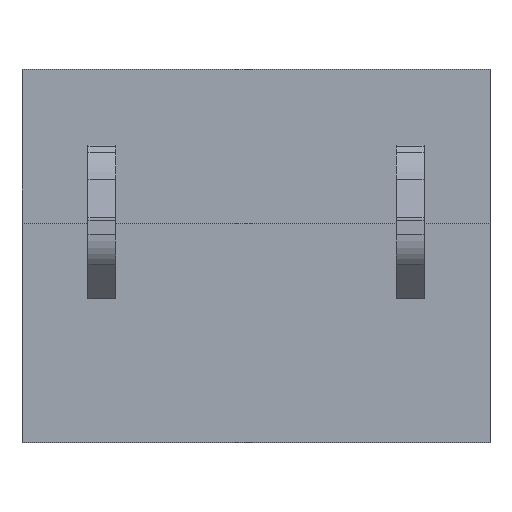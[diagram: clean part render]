
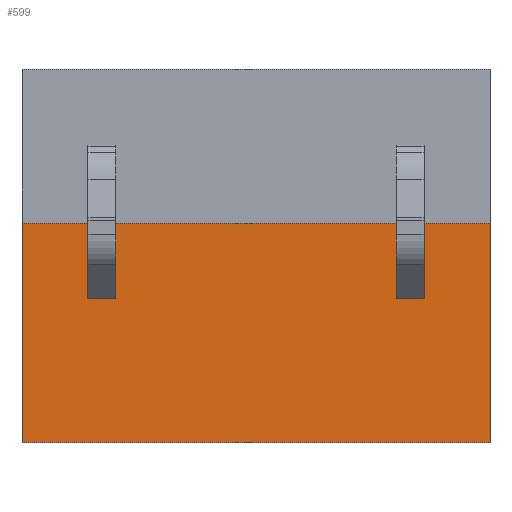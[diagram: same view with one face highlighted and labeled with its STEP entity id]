
A CAD part, top view. The second image highlights one B-rep face of the part: STEP entity #599.
In plain terms, the highlighted planar face has unit normal (0, 0, 1).
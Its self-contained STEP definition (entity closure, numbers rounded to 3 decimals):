
#511=AXIS2_PLACEMENT_3D('Plane Axis2P3D',#508,#509,#510) ;
#49=CARTESIAN_POINT('Vertex',(25.4,0.,10.95)) ;
#52=CARTESIAN_POINT('Line Origine',(12.7,0.,10.95)) ;
#56=CARTESIAN_POINT('Vertex',(0.,0.,10.95)) ;
#469=CARTESIAN_POINT('Vertex',(25.4,11.9,10.95)) ;
#472=CARTESIAN_POINT('Line Origine',(25.4,5.95,10.95)) ;
#508=CARTESIAN_POINT('Axis2P3D Location',(0.,0.,10.95)) ;
#513=CARTESIAN_POINT('Line Origine',(0.,5.95,10.95)) ;
#517=CARTESIAN_POINT('Vertex',(0.,11.9,10.95)) ;
#520=CARTESIAN_POINT('Line Origine',(12.7,11.9,10.95)) ;
#531=CARTESIAN_POINT('Line Origine',(5.08,9.835,10.95)) ;
#535=CARTESIAN_POINT('Vertex',(5.08,11.869,10.95)) ;
#537=CARTESIAN_POINT('Vertex',(5.08,7.8,10.95)) ;
#540=CARTESIAN_POINT('Line Origine',(4.33,7.8,10.95)) ;
#544=CARTESIAN_POINT('Vertex',(3.58,7.8,10.95)) ;
#547=CARTESIAN_POINT('Line Origine',(3.58,9.835,10.95)) ;
#551=CARTESIAN_POINT('Vertex',(3.58,11.869,10.95)) ;
#554=CARTESIAN_POINT('Line Origine',(4.33,11.869,10.95)) ;
#565=CARTESIAN_POINT('Line Origine',(21.07,11.869,10.95)) ;
#569=CARTESIAN_POINT('Vertex',(21.82,11.869,10.95)) ;
#571=CARTESIAN_POINT('Vertex',(20.32,11.869,10.95)) ;
#574=CARTESIAN_POINT('Line Origine',(21.82,9.835,10.95)) ;
#578=CARTESIAN_POINT('Vertex',(21.82,7.8,10.95)) ;
#581=CARTESIAN_POINT('Line Origine',(21.07,7.8,10.95)) ;
#585=CARTESIAN_POINT('Vertex',(20.32,7.8,10.95)) ;
#588=CARTESIAN_POINT('Line Origine',(20.32,9.835,10.95)) ;
#53=DIRECTION('Vector Direction',(1.,0.,0.)) ;
#473=DIRECTION('Vector Direction',(0.,1.,0.)) ;
#509=DIRECTION('Axis2P3D Direction',(0.,0.,1.)) ;
#510=DIRECTION('Axis2P3D XDirection',(1.,0.,0.)) ;
#514=DIRECTION('Vector Direction',(0.,1.,0.)) ;
#521=DIRECTION('Vector Direction',(1.,0.,0.)) ;
#532=DIRECTION('Vector Direction',(0.,1.,0.)) ;
#541=DIRECTION('Vector Direction',(1.,0.,0.)) ;
#548=DIRECTION('Vector Direction',(0.,1.,0.)) ;
#555=DIRECTION('Vector Direction',(1.,0.,0.)) ;
#566=DIRECTION('Vector Direction',(1.,0.,0.)) ;
#575=DIRECTION('Vector Direction',(0.,1.,0.)) ;
#582=DIRECTION('Vector Direction',(1.,0.,0.)) ;
#589=DIRECTION('Vector Direction',(0.,1.,0.)) ;
#54=VECTOR('Line Direction',#53,1.) ;
#474=VECTOR('Line Direction',#473,1.) ;
#515=VECTOR('Line Direction',#514,1.) ;
#522=VECTOR('Line Direction',#521,1.) ;
#533=VECTOR('Line Direction',#532,1.) ;
#542=VECTOR('Line Direction',#541,1.) ;
#549=VECTOR('Line Direction',#548,1.) ;
#556=VECTOR('Line Direction',#555,1.) ;
#567=VECTOR('Line Direction',#566,1.) ;
#576=VECTOR('Line Direction',#575,1.) ;
#583=VECTOR('Line Direction',#582,1.) ;
#590=VECTOR('Line Direction',#589,1.) ;
#526=ORIENTED_EDGE('',*,*,#519,.F.) ;
#527=ORIENTED_EDGE('',*,*,#58,.F.) ;
#528=ORIENTED_EDGE('',*,*,#476,.T.) ;
#529=ORIENTED_EDGE('',*,*,#524,.F.) ;
#560=ORIENTED_EDGE('',*,*,#539,.T.) ;
#561=ORIENTED_EDGE('',*,*,#546,.F.) ;
#562=ORIENTED_EDGE('',*,*,#553,.F.) ;
#563=ORIENTED_EDGE('',*,*,#558,.T.) ;
#594=ORIENTED_EDGE('',*,*,#573,.F.) ;
#595=ORIENTED_EDGE('',*,*,#580,.T.) ;
#596=ORIENTED_EDGE('',*,*,#587,.T.) ;
#597=ORIENTED_EDGE('',*,*,#592,.F.) ;
#564=FACE_BOUND('',#559,.T.) ;
#598=FACE_BOUND('',#593,.T.) ;
#599=ADVANCED_FACE('BLL 5.08/05/90 3.2 SN OR 1622970000',(#530,#564,#598),#512,.T.) ;
#58=EDGE_CURVE('',#50,#57,#55,.F.) ;
#476=EDGE_CURVE('',#50,#470,#475,.T.) ;
#519=EDGE_CURVE('',#57,#518,#516,.T.) ;
#524=EDGE_CURVE('',#518,#470,#523,.T.) ;
#539=EDGE_CURVE('',#536,#538,#534,.F.) ;
#546=EDGE_CURVE('',#545,#538,#543,.T.) ;
#553=EDGE_CURVE('',#552,#545,#550,.F.) ;
#558=EDGE_CURVE('',#552,#536,#557,.T.) ;
#573=EDGE_CURVE('',#570,#572,#568,.F.) ;
#580=EDGE_CURVE('',#570,#579,#577,.F.) ;
#587=EDGE_CURVE('',#579,#586,#584,.F.) ;
#592=EDGE_CURVE('',#572,#586,#591,.F.) ;
#525=EDGE_LOOP('',(#526,#527,#528,#529)) ;
#559=EDGE_LOOP('',(#560,#561,#562,#563)) ;
#593=EDGE_LOOP('',(#594,#595,#596,#597)) ;
#530=FACE_OUTER_BOUND('',#525,.T.) ;
#55=LINE('Line',#52,#54) ;
#475=LINE('Line',#472,#474) ;
#516=LINE('Line',#513,#515) ;
#523=LINE('Line',#520,#522) ;
#534=LINE('Line',#531,#533) ;
#543=LINE('Line',#540,#542) ;
#550=LINE('Line',#547,#549) ;
#557=LINE('Line',#554,#556) ;
#568=LINE('Line',#565,#567) ;
#577=LINE('Line',#574,#576) ;
#584=LINE('Line',#581,#583) ;
#591=LINE('Line',#588,#590) ;
#512=PLANE('',#511) ;
#50=VERTEX_POINT('',#49) ;
#57=VERTEX_POINT('',#56) ;
#470=VERTEX_POINT('',#469) ;
#518=VERTEX_POINT('',#517) ;
#536=VERTEX_POINT('',#535) ;
#538=VERTEX_POINT('',#537) ;
#545=VERTEX_POINT('',#544) ;
#552=VERTEX_POINT('',#551) ;
#570=VERTEX_POINT('',#569) ;
#572=VERTEX_POINT('',#571) ;
#579=VERTEX_POINT('',#578) ;
#586=VERTEX_POINT('',#585) ;
